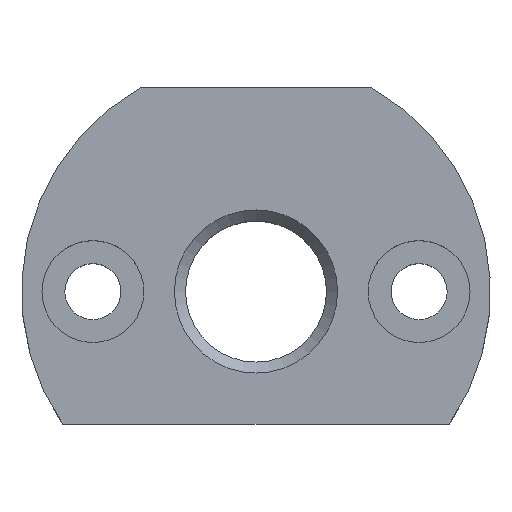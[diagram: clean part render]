
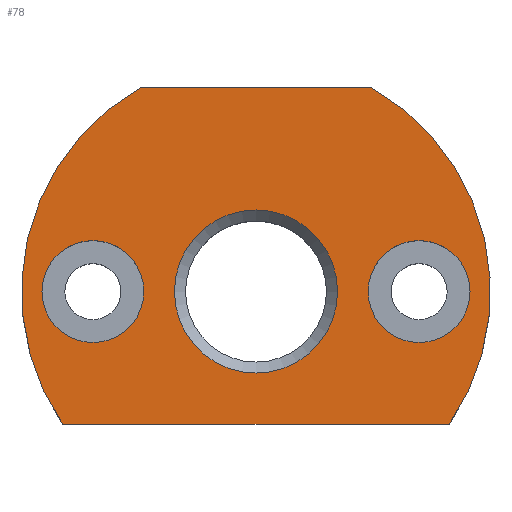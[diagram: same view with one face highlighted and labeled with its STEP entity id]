
A CAD part, top view. The second image highlights one B-rep face of the part: STEP entity #78.
In plain terms, the highlighted planar face has unit normal (0, 0, 1).
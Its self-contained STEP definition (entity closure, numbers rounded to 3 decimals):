
#78 = ADVANCED_FACE( '', ( #179, #180, #181, #182 ), #183, .T. );
#179 = FACE_BOUND( '', #298, .T. );
#180 = FACE_BOUND( '', #299, .T. );
#181 = FACE_BOUND( '', #300, .T. );
#182 = FACE_OUTER_BOUND( '', #301, .T. );
#183 = PLANE( '', #302 );
#298 = EDGE_LOOP( '', ( #456 ) );
#299 = EDGE_LOOP( '', ( #457 ) );
#300 = EDGE_LOOP( '', ( #458 ) );
#301 = EDGE_LOOP( '', ( #459, #460, #461, #462 ) );
#302 = AXIS2_PLACEMENT_3D( '', #463, #464, #465 );
#456 = ORIENTED_EDGE( '', *, *, #639, .T. );
#457 = ORIENTED_EDGE( '', *, *, #628, .T. );
#458 = ORIENTED_EDGE( '', *, *, #623, .T. );
#459 = ORIENTED_EDGE( '', *, *, #612, .T. );
#460 = ORIENTED_EDGE( '', *, *, #640, .T. );
#461 = ORIENTED_EDGE( '', *, *, #641, .T. );
#462 = ORIENTED_EDGE( '', *, *, #642, .T. );
#463 = CARTESIAN_POINT( '', ( 0., 0., 7.5 ) );
#464 = DIRECTION( '', ( 0., 0., 1. ) );
#465 = DIRECTION( '', ( 1., 0., 0. ) );
#612 = EDGE_CURVE( '', #714, #712, #715, .T. );
#623 = EDGE_CURVE( '', #731, #731, #732, .T. );
#628 = EDGE_CURVE( '', #739, #739, #740, .F. );
#639 = EDGE_CURVE( '', #756, #756, #757, .F. );
#640 = EDGE_CURVE( '', #712, #758, #759, .T. );
#641 = EDGE_CURVE( '', #758, #760, #761, .T. );
#642 = EDGE_CURVE( '', #760, #714, #762, .T. );
#712 = VERTEX_POINT( '', #844 );
#714 = VERTEX_POINT( '', #847 );
#715 = LINE( '', #848, #849 );
#731 = VERTEX_POINT( '', #869 );
#732 = CIRCLE( '', #870, 8. );
#739 = VERTEX_POINT( '', #878 );
#740 = CIRCLE( '', #879, 5. );
#756 = VERTEX_POINT( '', #933 );
#757 = CIRCLE( '', #934, 5. );
#758 = VERTEX_POINT( '', #935 );
#759 = CIRCLE( '', #936, 23. );
#760 = VERTEX_POINT( '', #937 );
#761 = LINE( '', #938, #939 );
#762 = CIRCLE( '', #940, 23. );
#844 = CARTESIAN_POINT( '', ( -11.358, 20., 7.5 ) );
#847 = CARTESIAN_POINT( '', ( 11.358, 20., 7.5 ) );
#848 = CARTESIAN_POINT( '', ( 11.358, 20., 7.5 ) );
#849 = VECTOR( '', #1020, 1000. );
#869 = CARTESIAN_POINT( '', ( -8., 0., 7.5 ) );
#870 = AXIS2_PLACEMENT_3D( '', #1034, #1035, #1036 );
#878 = CARTESIAN_POINT( '', ( -11., 0., 7.5 ) );
#879 = AXIS2_PLACEMENT_3D( '', #1041, #1042, #1043 );
#933 = CARTESIAN_POINT( '', ( 21., 0., 7.5 ) );
#934 = AXIS2_PLACEMENT_3D( '', #1051, #1052, #1053 );
#935 = CARTESIAN_POINT( '', ( -18.974, -13., 7.5 ) );
#936 = AXIS2_PLACEMENT_3D( '', #1054, #1055, #1056 );
#937 = CARTESIAN_POINT( '', ( 18.974, -13., 7.5 ) );
#938 = CARTESIAN_POINT( '', ( -18.974, -13., 7.5 ) );
#939 = VECTOR( '', #1057, 1000. );
#940 = AXIS2_PLACEMENT_3D( '', #1058, #1059, #1060 );
#1020 = DIRECTION( '', ( -1., 0., 0. ) );
#1034 = CARTESIAN_POINT( '', ( 0., 0., 7.5 ) );
#1035 = DIRECTION( '', ( 0., 0., -1. ) );
#1036 = DIRECTION( '', ( -1., 0., 0. ) );
#1041 = CARTESIAN_POINT( '', ( -16., 0., 7.5 ) );
#1042 = DIRECTION( '', ( 0., 0., 1. ) );
#1043 = DIRECTION( '', ( 1., 0., 0. ) );
#1051 = CARTESIAN_POINT( '', ( 16., 0., 7.5 ) );
#1052 = DIRECTION( '', ( 0., 0., 1. ) );
#1053 = DIRECTION( '', ( 1., 0., 0. ) );
#1054 = CARTESIAN_POINT( '', ( 0., 0., 7.5 ) );
#1055 = DIRECTION( '', ( 0., 0., 1. ) );
#1056 = DIRECTION( '', ( 1., 0., 0. ) );
#1057 = DIRECTION( '', ( 1., 0., 0. ) );
#1058 = CARTESIAN_POINT( '', ( 0., 0., 7.5 ) );
#1059 = DIRECTION( '', ( 0., 0., 1. ) );
#1060 = DIRECTION( '', ( 1., 0., 0. ) );
